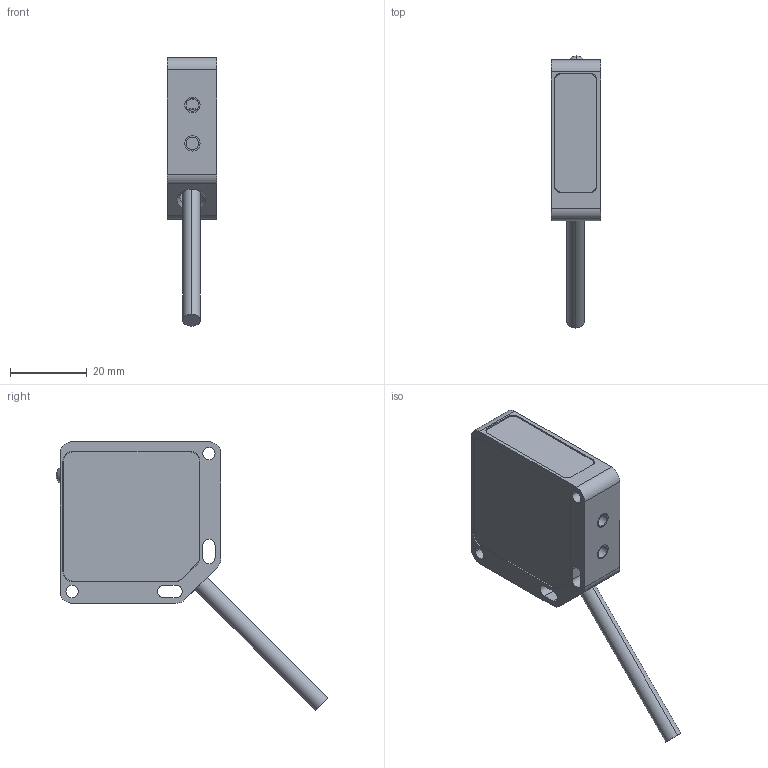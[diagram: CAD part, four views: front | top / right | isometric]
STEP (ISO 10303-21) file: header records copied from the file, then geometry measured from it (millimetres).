
FILE_DESCRIPTION((''),'2;1');
FILE_NAME('188707_ASM','2016-04-12T',('pdmadmin'),(''),'PRO/ENGINEER BY PARAMETRIC TECHNOLOGY CORPORATION, 2016010','PRO/ENGINEER BY PARAMETRIC TECHNOLOGY CORPORATION, 2016010','');
FILE_SCHEMA(('CONFIG_CONTROL_DESIGN'));
Length unit declared in the file: inch
Products named in the file (6): 50123; 50127; 44216; 48940; 188707_CABLE; 188707_ASM
Assembly tree (5 placements, depth 2):
  188707_ASM
    50123
    50127
    44216
    48940
    188707_CABLE
Bounding box: 12.93 x 70.77 x 69.98 mm (x, y, z)
Volume: 9770 mm3; surface area: 11917.7 mm2
Topology: 5 solids, 7 shells, 243 faces, 659 edges, 432 vertices
Faces by surface type: plane 147, cylinder 88, sphere 6, cone 2
Entity records: 7833 total; most frequent: CARTESIAN_POINT 1361, DIRECTION 1351, ORIENTED_EDGE 1298, EDGE_CURVE 653, VECTOR 459, LINE 459, AXIS2_PLACEMENT_3D 446, VERTEX_POINT 432
